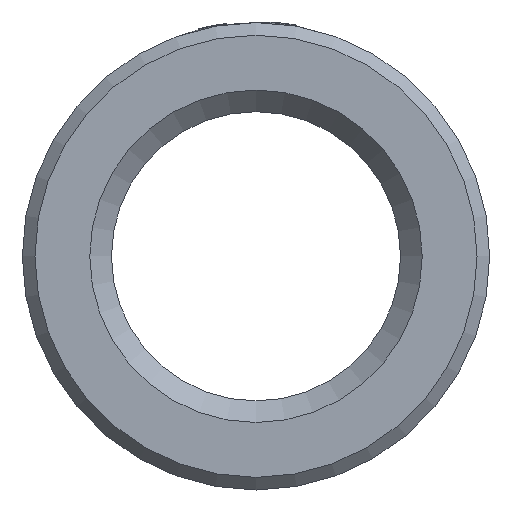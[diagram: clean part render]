
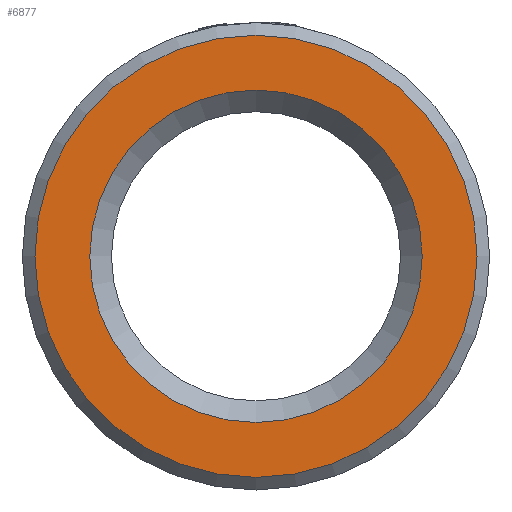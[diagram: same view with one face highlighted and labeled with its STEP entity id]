
A CAD part, left-side view. The second image highlights one B-rep face of the part: STEP entity #6877.
In plain terms, the highlighted planar face has unit normal (-1, 0, 0).
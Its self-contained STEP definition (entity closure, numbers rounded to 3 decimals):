
#471 = DIRECTION ( 'NONE',  ( 0., 0., -1. ) ) ;
#1352 = CARTESIAN_POINT ( 'NONE',  ( 0., 0., -6.579 ) ) ;
#1472 = EDGE_LOOP ( 'NONE', ( #8897 ) ) ;
#1679 = CARTESIAN_POINT ( 'NONE',  ( 0., 0., 0. ) ) ;
#2071 = AXIS2_PLACEMENT_3D ( 'NONE', #4657, #7225, #471 ) ;
#2435 = DIRECTION ( 'NONE',  ( 0., 0., -1. ) ) ;
#2992 = DIRECTION ( 'NONE',  ( 1., 0., 0. ) ) ;
#3290 = DIRECTION ( 'NONE',  ( 0., 0., -1. ) ) ;
#3343 = CARTESIAN_POINT ( 'NONE',  ( 0., 0., 0. ) ) ;
#4064 = DIRECTION ( 'NONE',  ( 1., 0., 0. ) ) ;
#4409 = ORIENTED_EDGE ( 'NONE', *, *, #9428, .T. ) ;
#4628 = VERTEX_POINT ( 'NONE', #5532 ) ;
#4657 = CARTESIAN_POINT ( 'NONE',  ( 0., 0., 0. ) ) ;
#5532 = CARTESIAN_POINT ( 'NONE',  ( 0., 0., -8.75 ) ) ;
#5599 = AXIS2_PLACEMENT_3D ( 'NONE', #3343, #4064, #2435 ) ;
#5739 = PLANE ( 'NONE',  #8449 ) ;
#5758 = CIRCLE ( 'NONE', #5599, 6.579 ) ;
#6339 = VERTEX_POINT ( 'NONE', #1352 ) ;
#6800 = CIRCLE ( 'NONE', #2071, 8.75 ) ;
#6877 = ADVANCED_FACE ( 'NONE', ( #9870, #9166 ), #5739, .F. ) ;
#7225 = DIRECTION ( 'NONE',  ( -1., 0., 0. ) ) ;
#8449 = AXIS2_PLACEMENT_3D ( 'NONE', #1679, #2992, #3290 ) ;
#8897 = ORIENTED_EDGE ( 'NONE', *, *, #9742, .T. ) ;
#8966 = EDGE_LOOP ( 'NONE', ( #4409 ) ) ;
#9166 = FACE_BOUND ( 'NONE', #1472, .T. ) ;
#9428 = EDGE_CURVE ( 'NONE', #4628, #4628, #6800, .T. ) ;
#9742 = EDGE_CURVE ( 'NONE', #6339, #6339, #5758, .T. ) ;
#9870 = FACE_OUTER_BOUND ( 'NONE', #8966, .T. ) ;
